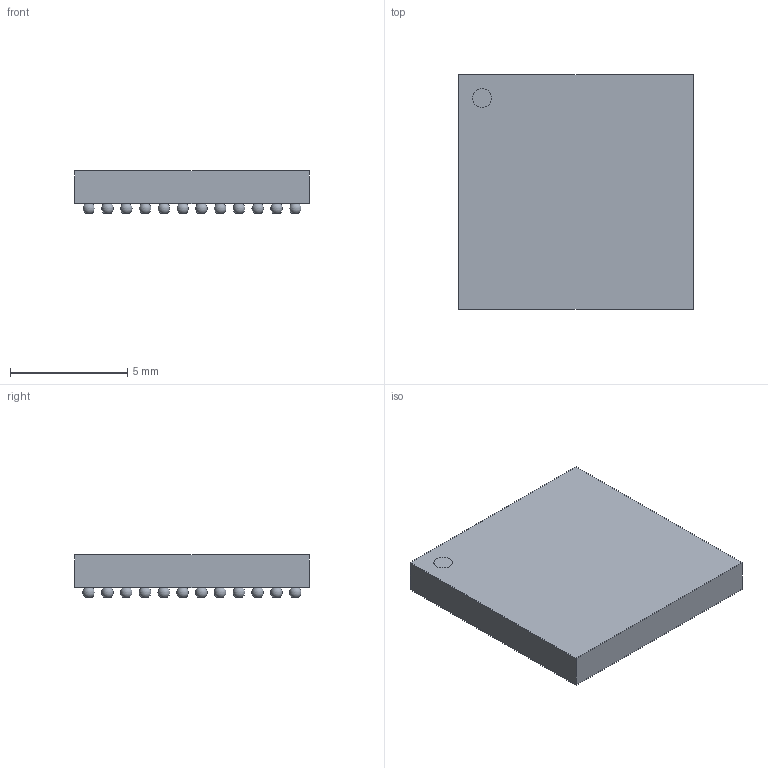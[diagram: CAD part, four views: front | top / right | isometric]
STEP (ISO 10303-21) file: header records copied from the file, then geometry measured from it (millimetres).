
FILE_DESCRIPTION(/* description */ (''),/* implementation_level */ '2;1');
FILE_NAME(/* name */ 'BGA80C80P12X12_1000X1000X150.stp',/* time_stamp */ '2015-07-23T13:19:48+02:00',/* author */ ('bcivel'),/* organization */ (''),/* preprocessor_version */ 'ST-DEVELOPER v15.5',/* originating_system */ 'AutoCAD Mechanical',/* authorisation */ '');
FILE_SCHEMA (('AUTOMOTIVE_DESIGN { 1 0 10303 214 3 1 1 }'));
Length unit declared in the file: millimetre
Products named in the file (1): Product
Bounding box: 10 x 10 x 1.8 mm (x, y, z)
Volume: 144.9 mm3; surface area: 319.1 mm2
Topology: 82 solids, 82 shells, 251 faces, 338 edges, 252 vertices
Faces by surface type: plane 169, sphere 80, cylinder 2
Full cylindrical faces by diameter (mm): 0.8 x2
Entity records: 4211 total; most frequent: DIRECTION 844, CARTESIAN_POINT 600, AXIS2_PLACEMENT_3D 416, ORIENTED_EDGE 352, EDGE_LOOP 334, FACE_OUTER_BOUND 251, ADVANCED_FACE 251, EDGE_CURVE 176
